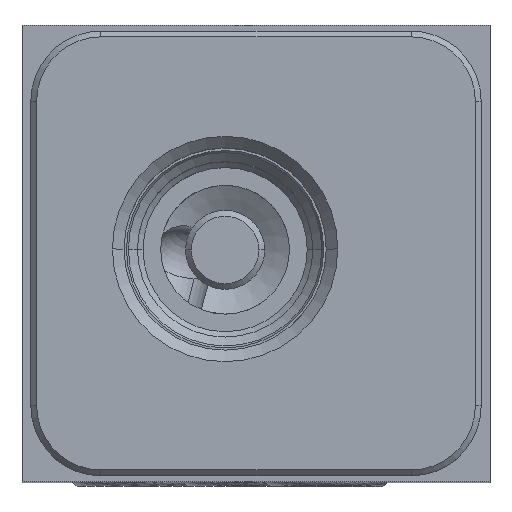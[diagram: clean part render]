
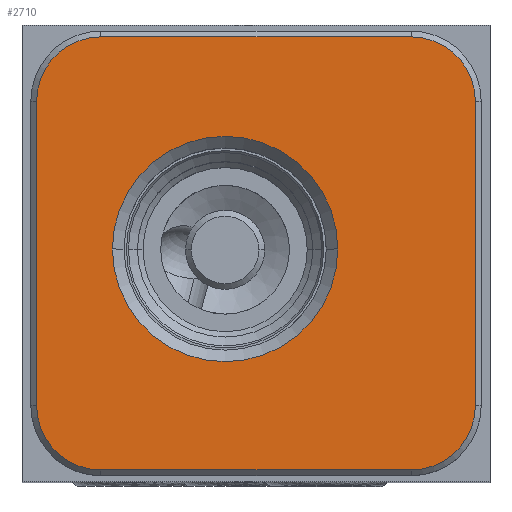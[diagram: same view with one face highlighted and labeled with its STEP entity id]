
A CAD part, top view. The second image highlights one B-rep face of the part: STEP entity #2710.
In plain terms, the highlighted planar face has unit normal (0, 0, 1).
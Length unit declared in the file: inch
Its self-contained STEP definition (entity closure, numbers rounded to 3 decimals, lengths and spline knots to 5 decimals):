
#75=CARTESIAN_POINT('',(2.078,-2.031,3.312));
#76=DIRECTION('',(0.,0.,-1.));
#77=DIRECTION('',(1.,0.,0.));
#78=AXIS2_PLACEMENT_3D('',#75,#76,#77);
#89=CARTESIAN_POINT('',(1.085,-1.195,3.312));
#90=DIRECTION('',(0.,0.,-1.));
#91=DIRECTION('',(-1.,0.,0.));
#92=AXIS2_PLACEMENT_3D('',#89,#90,#91);
#94=CARTESIAN_POINT('',(1.085,-1.195,3.312));
#95=DIRECTION('',(0.,0.,-1.));
#96=DIRECTION('',(1.,0.,0.));
#97=AXIS2_PLACEMENT_3D('',#94,#95,#96);
#99=DIRECTION('',(-1.,0.,0.));
#100=VECTOR('',#99,1.656);
#101=CARTESIAN_POINT('',(2.078,-2.375,3.312));
#102=LINE('',#101,#100);
#119=CARTESIAN_POINT('',(0.422,-2.031,3.312));
#120=DIRECTION('',(0.,0.,-1.));
#121=DIRECTION('',(0.,-1.,0.));
#122=AXIS2_PLACEMENT_3D('',#119,#120,#121);
#137=DIRECTION('',(0.,1.,0.));
#138=VECTOR('',#137,1.625);
#139=CARTESIAN_POINT('',(0.078,-2.031,3.312));
#140=LINE('',#139,#138);
#153=CARTESIAN_POINT('',(0.422,-0.406,3.312));
#154=DIRECTION('',(0.,0.,-1.));
#155=DIRECTION('',(-1.,0.,0.));
#156=AXIS2_PLACEMENT_3D('',#153,#154,#155);
#167=DIRECTION('',(1.,0.,0.));
#168=VECTOR('',#167,1.656);
#169=CARTESIAN_POINT('',(0.422,-0.062,3.312));
#170=LINE('',#169,#168);
#187=CARTESIAN_POINT('',(2.078,-0.406,3.312));
#188=DIRECTION('',(0.,0.,-1.));
#189=DIRECTION('',(0.,1.,0.));
#190=AXIS2_PLACEMENT_3D('',#187,#188,#189);
#201=DIRECTION('',(0.,-1.,0.));
#202=VECTOR('',#201,1.625);
#203=CARTESIAN_POINT('',(2.422,-0.406,3.312));
#204=LINE('',#203,#202);
#2348=CARTESIAN_POINT('',(0.078,-2.031,3.312));
#2349=CARTESIAN_POINT('',(0.078,-0.406,3.312));
#2350=VERTEX_POINT('',#2348);
#2351=VERTEX_POINT('',#2349);
#2356=CARTESIAN_POINT('',(0.422,-0.062,3.312));
#2357=VERTEX_POINT('',#2356);
#2360=CARTESIAN_POINT('',(2.078,-0.062,3.312));
#2361=VERTEX_POINT('',#2360);
#2364=CARTESIAN_POINT('',(2.422,-0.406,3.312));
#2365=VERTEX_POINT('',#2364);
#2368=CARTESIAN_POINT('',(2.422,-2.031,3.312));
#2369=VERTEX_POINT('',#2368);
#2372=CARTESIAN_POINT('',(2.078,-2.375,3.312));
#2373=VERTEX_POINT('',#2372);
#2376=CARTESIAN_POINT('',(0.422,-2.375,3.312));
#2377=VERTEX_POINT('',#2376);
#2416=CARTESIAN_POINT('',(1.687,-1.195,3.312));
#2417=VERTEX_POINT('',#2416);
#2424=CARTESIAN_POINT('',(0.483,-1.195,
3.312));
#2425=VERTEX_POINT('',#2424);
#2682=CARTESIAN_POINT('',(0.,0.,3.312));
#2683=DIRECTION('',(0.,0.,1.));
#2684=DIRECTION('',(1.,0.,0.));
#2685=AXIS2_PLACEMENT_3D('',#2682,#2683,#2684);
#2686=PLANE('',#2685);
#2687=ORIENTED_EDGE('',*,*,#2672,.T.);
#2689=ORIENTED_EDGE('',*,*,#2688,.T.);
#2691=ORIENTED_EDGE('',*,*,#2690,.T.);
#2693=ORIENTED_EDGE('',*,*,#2692,.T.);
#2695=ORIENTED_EDGE('',*,*,#2694,.T.);
#2697=ORIENTED_EDGE('',*,*,#2696,.T.);
#2699=ORIENTED_EDGE('',*,*,#2698,.T.);
#2701=ORIENTED_EDGE('',*,*,#2700,.T.);
#2702=EDGE_LOOP('',(#2687,#2689,#2691,#2693,#2695,#2697,#2699,#2701));
#2703=FACE_OUTER_BOUND('',#2702,.F.);
#2705=ORIENTED_EDGE('',*,*,#2704,.F.);
#2707=ORIENTED_EDGE('',*,*,#2706,.F.);
#2708=EDGE_LOOP('',(#2705,#2707));
#2709=FACE_BOUND('',#2708,.F.);
#2710=ADVANCED_FACE('',(#2703,#2709),#2686,.T.);
#79=CIRCLE('',#78,0.344);
#93=CIRCLE('',#92,0.602);
#98=CIRCLE('',#97,0.602);
#123=CIRCLE('',#122,0.344);
#157=CIRCLE('',#156,0.344);
#191=CIRCLE('',#190,0.344);
#2672=EDGE_CURVE('',#2369,#2373,#79,.T.);
#2688=EDGE_CURVE('',#2373,#2377,#102,.T.);
#2690=EDGE_CURVE('',#2377,#2350,#123,.T.);
#2692=EDGE_CURVE('',#2350,#2351,#140,.T.);
#2694=EDGE_CURVE('',#2351,#2357,#157,.T.);
#2696=EDGE_CURVE('',#2357,#2361,#170,.T.);
#2698=EDGE_CURVE('',#2361,#2365,#191,.T.);
#2700=EDGE_CURVE('',#2365,#2369,#204,.T.);
#2704=EDGE_CURVE('',#2425,#2417,#93,.T.);
#2706=EDGE_CURVE('',#2417,#2425,#98,.T.);
